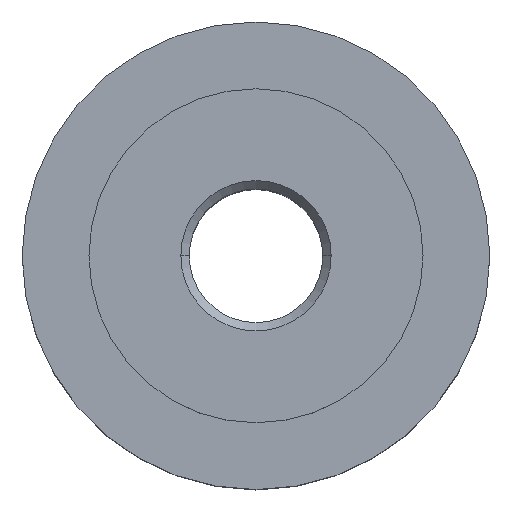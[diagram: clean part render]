
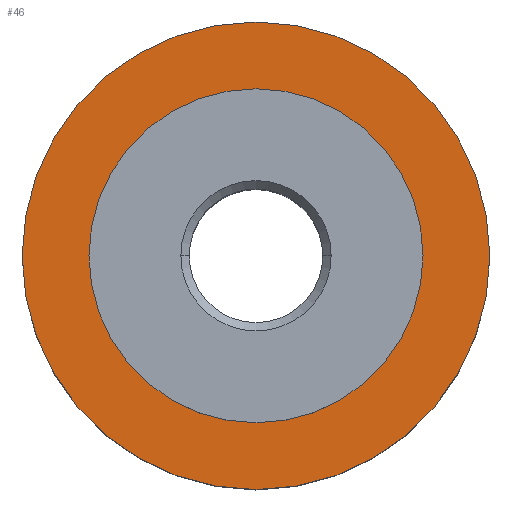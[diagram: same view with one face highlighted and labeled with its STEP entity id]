
A CAD part, top view. The second image highlights one B-rep face of the part: STEP entity #46.
In plain terms, the highlighted planar face has unit normal (0, 0, 1).
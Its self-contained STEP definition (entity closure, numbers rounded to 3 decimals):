
#46 = ADVANCED_FACE ( 'NONE', ( #2482, #2490 ), #2581, .F. ) ;
#1125 = AXIS2_PLACEMENT_3D ( 'NONE', #1698, #1699, #1700 ) ;
#1126 = AXIS2_PLACEMENT_3D ( 'NONE', #1703, #1704, #1705 ) ;
#1234 = AXIS2_PLACEMENT_3D ( 'NONE', #3861, #3862, #3863 ) ;
#1237 = AXIS2_PLACEMENT_3D ( 'NONE', #3876, #3877, #3878 ) ;
#1698 = CARTESIAN_POINT ( 'NONE',  ( 0., 0., 6.7 ) ) ;
#1699 = DIRECTION ( 'NONE',  ( 0., 0., 1. ) ) ;
#1700 = DIRECTION ( 'NONE',  ( 1., 0., 0. ) ) ;
#1703 = CARTESIAN_POINT ( 'NONE',  ( 0., 0., 6.7 ) ) ;
#1704 = DIRECTION ( 'NONE',  ( 0., 0., 1. ) ) ;
#1705 = DIRECTION ( 'NONE',  ( 1., 0., 0. ) ) ;
#1710 = CARTESIAN_POINT ( 'NONE',  ( 14., 0., 6.7 ) ) ;
#1838 = EDGE_CURVE ( 'NONE', #4180, #1843, #2898, .T. ) ;
#1839 = EDGE_CURVE ( 'NONE', #4179, #4185, #2899, .T. ) ;
#1843 = VERTEX_POINT ( 'NONE', #1710 ) ;
#2183 = AXIS2_PLACEMENT_3D ( 'NONE', #2579, #2578, #2583 ) ;
#2482 = FACE_BOUND ( 'NONE', #4096, .T. ) ;
#2490 = FACE_OUTER_BOUND ( 'NONE', #4097, .T. ) ;
#2578 = DIRECTION ( 'NONE',  ( 0., 0., -1. ) ) ;
#2579 = CARTESIAN_POINT ( 'NONE',  ( 0., 14., 6.7 ) ) ;
#2581 = PLANE ( 'NONE',  #2183 ) ;
#2583 = DIRECTION ( 'NONE',  ( -1., 0., 0. ) ) ;
#2898 = CIRCLE ( 'NONE', #1125, 14. ) ;
#2899 = CIRCLE ( 'NONE', #1126, 10. ) ;
#3122 = CIRCLE ( 'NONE', #1234, 10. ) ;
#3131 = CIRCLE ( 'NONE', #1237, 14. ) ;
#3344 = CARTESIAN_POINT ( 'NONE',  ( -10., 0., 6.7 ) ) ;
#3345 = CARTESIAN_POINT ( 'NONE',  ( -14., 0., 6.7 ) ) ;
#3350 = CARTESIAN_POINT ( 'NONE',  ( 10., 0., 6.7 ) ) ;
#3861 = CARTESIAN_POINT ( 'NONE',  ( 0., 0., 6.7 ) ) ;
#3862 = DIRECTION ( 'NONE',  ( 0., 0., 1. ) ) ;
#3863 = DIRECTION ( 'NONE',  ( 1., 0., 0. ) ) ;
#3876 = CARTESIAN_POINT ( 'NONE',  ( 0., 0., 6.7 ) ) ;
#3877 = DIRECTION ( 'NONE',  ( 0., 0., 1. ) ) ;
#3878 = DIRECTION ( 'NONE',  ( 1., 0., 0. ) ) ;
#4096 = EDGE_LOOP ( 'NONE', ( #4216, #4215 ) ) ;
#4097 = EDGE_LOOP ( 'NONE', ( #4217, #4209 ) ) ;
#4179 = VERTEX_POINT ( 'NONE', #3344 ) ;
#4180 = VERTEX_POINT ( 'NONE', #3345 ) ;
#4185 = VERTEX_POINT ( 'NONE', #3350 ) ;
#4209 = ORIENTED_EDGE ( 'NONE', *, *, #1838, .T. ) ;
#4215 = ORIENTED_EDGE ( 'NONE', *, *, #1839, .F. ) ;
#4216 = ORIENTED_EDGE ( 'NONE', *, *, #4469, .F. ) ;
#4217 = ORIENTED_EDGE ( 'NONE', *, *, #4475, .T. ) ;
#4469 = EDGE_CURVE ( 'NONE', #4185, #4179, #3122, .T. ) ;
#4475 = EDGE_CURVE ( 'NONE', #1843, #4180, #3131, .T. ) ;
